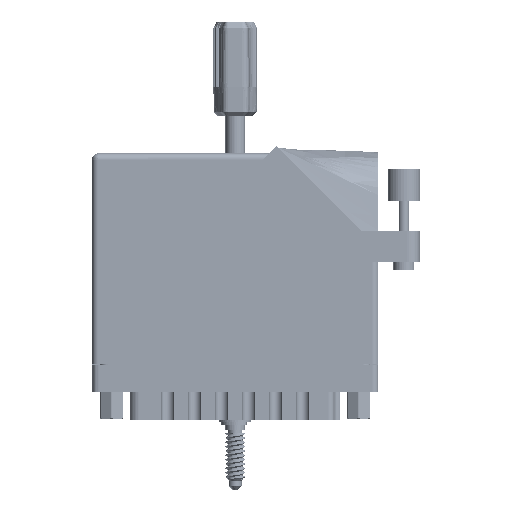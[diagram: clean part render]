
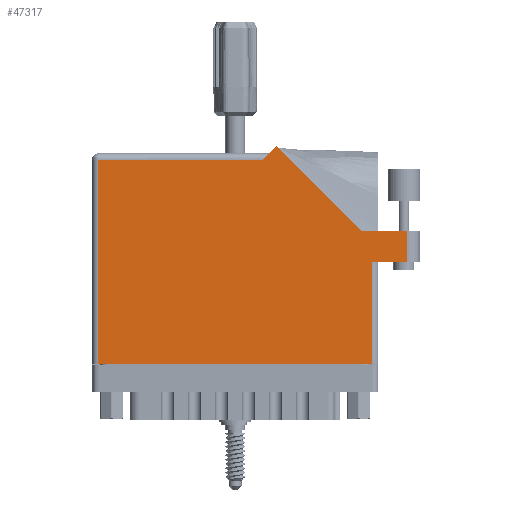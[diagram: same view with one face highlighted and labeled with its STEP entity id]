
A CAD part, front view. The second image highlights one B-rep face of the part: STEP entity #47317.
In plain terms, the highlighted face is planar.
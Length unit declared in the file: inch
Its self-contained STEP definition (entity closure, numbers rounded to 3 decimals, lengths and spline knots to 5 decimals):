
#936 = DIRECTION ( 'NONE',  ( -1., 0., 0. ) ) ;
#1811 = CARTESIAN_POINT ( 'NONE',  ( 1.77571, 2.10071, 0. ) ) ;
#2138 = CARTESIAN_POINT ( 'NONE',  ( 2.755, 0.98, 0. ) ) ;
#3514 = CARTESIAN_POINT ( 'NONE',  ( 0., 0., 0. ) ) ;
#7896 = ORIENTED_EDGE ( 'NONE', *, *, #113043, .T. ) ;
#10695 = AXIS2_PLACEMENT_3D ( 'NONE', #74037, #55236, #936 ) ;
#11629 = ORIENTED_EDGE ( 'NONE', *, *, #92565, .T. ) ;
#13705 = LINE ( 'NONE', #63862, #16606 ) ;
#16526 = LINE ( 'NONE', #2138, #28020 ) ;
#16606 = VECTOR ( 'NONE', #101559, 39.37008 ) ;
#17848 = LINE ( 'NONE', #53384, #112630 ) ;
#18135 = CARTESIAN_POINT ( 'NONE',  ( 0.062, 0., 0. ) ) ;
#19348 = CARTESIAN_POINT ( 'NONE',  ( 0.062, 1.968, 0. ) ) ;
#19520 = ORIENTED_EDGE ( 'NONE', *, *, #60389, .T. ) ;
#20041 = LINE ( 'NONE', #3514, #74611 ) ;
#20573 = LINE ( 'NONE', #61146, #29141 ) ;
#25422 = CARTESIAN_POINT ( 'NONE',  ( 2.693, 0., 0. ) ) ;
#27573 = VERTEX_POINT ( 'NONE', #19348 ) ;
#28020 = VECTOR ( 'NONE', #37878, 39.37008 ) ;
#28217 = LINE ( 'NONE', #80803, #42657 ) ;
#29141 = VECTOR ( 'NONE', #43059, 39.37008 ) ;
#29885 = CARTESIAN_POINT ( 'NONE',  ( 0., 1.968, 0. ) ) ;
#32191 = CARTESIAN_POINT ( 'NONE',  ( 3.155, 1.287, 0. ) ) ;
#32764 = VERTEX_POINT ( 'NONE', #25422 ) ;
#33256 = CARTESIAN_POINT ( 'NONE',  ( 3.03, 1.287, 0. ) ) ;
#36529 = EDGE_CURVE ( 'NONE', #93913, #27573, #47165, .T. ) ;
#36646 = EDGE_LOOP ( 'NONE', ( #19520, #116423, #53352, #102972, #91357, #80039, #7896, #49562, #11629 ) ) ;
#37878 = DIRECTION ( 'NONE',  ( 1., 0., 0. ) ) ;
#40086 = CARTESIAN_POINT ( 'NONE',  ( 3.03, 0.98, 0. ) ) ;
#42170 = DIRECTION ( 'NONE',  ( 0., 1., 0. ) ) ;
#42657 = VECTOR ( 'NONE', #44312, 39.37008 ) ;
#43059 = DIRECTION ( 'NONE',  ( 0., -1., 0. ) ) ;
#44312 = DIRECTION ( 'NONE',  ( 0., 1., 0. ) ) ;
#47165 = LINE ( 'NONE', #29885, #97534 ) ;
#47317 = ADVANCED_FACE ( 'NONE', ( #110590 ), #64855, .F. ) ;
#49562 = ORIENTED_EDGE ( 'NONE', *, *, #109305, .T. ) ;
#51232 = VERTEX_POINT ( 'NONE', #88082 ) ;
#53352 = ORIENTED_EDGE ( 'NONE', *, *, #78638, .T. ) ;
#53384 = CARTESIAN_POINT ( 'NONE',  ( 2.58942, 1.287, 0. ) ) ;
#55236 = DIRECTION ( 'NONE',  ( 0., 0., -1. ) ) ;
#60389 = EDGE_CURVE ( 'NONE', #87730, #101180, #16526, .T. ) ;
#61146 = CARTESIAN_POINT ( 'NONE',  ( 0.062, 0., 0. ) ) ;
#62251 = LINE ( 'NONE', #32191, #73748 ) ;
#62452 = VERTEX_POINT ( 'NONE', #110061 ) ;
#62956 = EDGE_CURVE ( 'NONE', #62452, #109846, #17848, .T. ) ;
#63862 = CARTESIAN_POINT ( 'NONE',  ( 1.705, 2.03, 0. ) ) ;
#64855 = PLANE ( 'NONE',  #10695 ) ;
#67820 = DIRECTION ( 'NONE',  ( 1., 0., 0. ) ) ;
#70081 = CARTESIAN_POINT ( 'NONE',  ( 2.693, 0.98, 0. ) ) ;
#72090 = EDGE_CURVE ( 'NONE', #109846, #93913, #13705, .T. ) ;
#73748 = VECTOR ( 'NONE', #107563, 39.37008 ) ;
#74037 = CARTESIAN_POINT ( 'NONE',  ( 0., 2.03, 0. ) ) ;
#74611 = VECTOR ( 'NONE', #67820, 39.37008 ) ;
#78638 = EDGE_CURVE ( 'NONE', #51232, #62452, #62251, .T. ) ;
#80039 = ORIENTED_EDGE ( 'NONE', *, *, #36529, .T. ) ;
#80803 = CARTESIAN_POINT ( 'NONE',  ( 2.693, 0.98, 0. ) ) ;
#81440 = DIRECTION ( 'NONE',  ( -0.707, 0.707, 0. ) ) ;
#87730 = VERTEX_POINT ( 'NONE', #70081 ) ;
#88082 = CARTESIAN_POINT ( 'NONE',  ( 3.03, 1.287, 0. ) ) ;
#88553 = CARTESIAN_POINT ( 'NONE',  ( 1.643, 1.968, 0. ) ) ;
#91357 = ORIENTED_EDGE ( 'NONE', *, *, #72090, .T. ) ;
#92565 = EDGE_CURVE ( 'NONE', #32764, #87730, #28217, .T. ) ;
#93913 = VERTEX_POINT ( 'NONE', #88553 ) ;
#97534 = VECTOR ( 'NONE', #110637, 39.37008 ) ;
#101180 = VERTEX_POINT ( 'NONE', #40086 ) ;
#101559 = DIRECTION ( 'NONE',  ( -0.707, -0.707, 0. ) ) ;
#101808 = VECTOR ( 'NONE', #42170, 39.37008 ) ;
#102972 = ORIENTED_EDGE ( 'NONE', *, *, #62956, .T. ) ;
#107563 = DIRECTION ( 'NONE',  ( -1., 0., 0. ) ) ;
#108931 = LINE ( 'NONE', #33256, #101808 ) ;
#109305 = EDGE_CURVE ( 'NONE', #113421, #32764, #20041, .T. ) ;
#109846 = VERTEX_POINT ( 'NONE', #1811 ) ;
#110061 = CARTESIAN_POINT ( 'NONE',  ( 2.58942, 1.287, 0. ) ) ;
#110590 = FACE_OUTER_BOUND ( 'NONE', #36646, .T. ) ;
#110637 = DIRECTION ( 'NONE',  ( -1., 0., 0. ) ) ;
#112630 = VECTOR ( 'NONE', #81440, 39.37008 ) ;
#113043 = EDGE_CURVE ( 'NONE', #27573, #113421, #20573, .T. ) ;
#113421 = VERTEX_POINT ( 'NONE', #18135 ) ;
#116423 = ORIENTED_EDGE ( 'NONE', *, *, #116847, .T. ) ;
#116847 = EDGE_CURVE ( 'NONE', #101180, #51232, #108931, .T. ) ;
